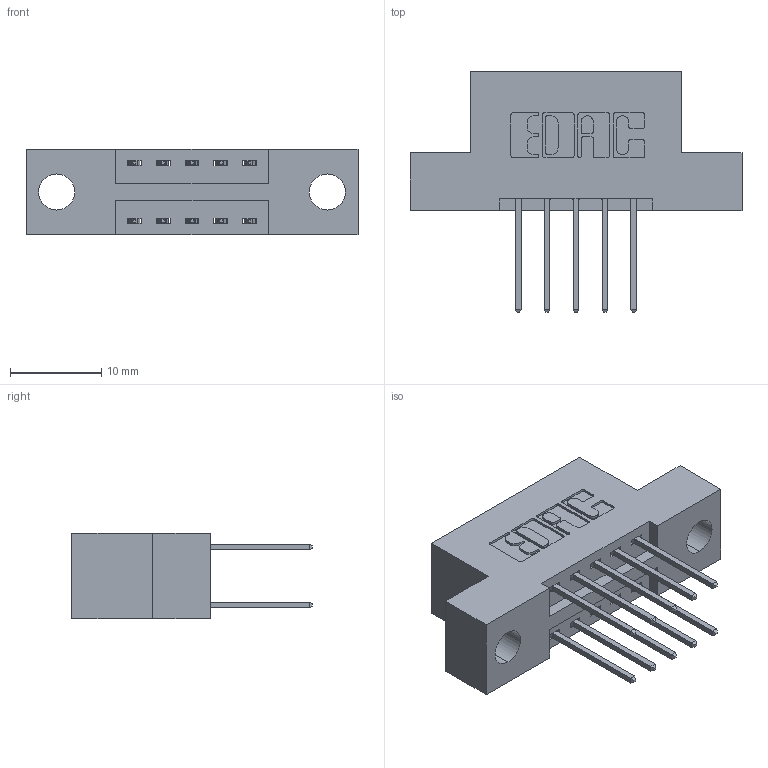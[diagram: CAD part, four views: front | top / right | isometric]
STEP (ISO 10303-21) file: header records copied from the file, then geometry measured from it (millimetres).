
FILE_DESCRIPTION (( 'STEP AP203' ), '1' );
FILE_NAME ('346-010-522-204.STEP', '2022-05-17T16:58:08', ( '' ), ( '' ), 'SwSTEP 2.0', 'SolidWorks 2020', '' );
FILE_SCHEMA (( 'CONFIG_CONTROL_DESIGN' ));
Length unit declared in the file: inch
Products named in the file (3): 345-292-001_345-293-122; 346-010-522-204; 346 Part_Flush Mounting Lugs - 0.156 Dia-TH
Assembly tree (11 placements, depth 2):
  346-010-522-204
    346 Part_Flush Mounting Lugs - 0.156 Dia-TH
    345-292-001_345-293-122  x10
Bounding box: 36.45 x 26.42 x 9.4 mm (x, y, z)
Volume: 3186.5 mm3; surface area: 3765.2 mm2
Topology: 11 solids, 11 shells, 656 faces, 1915 edges, 1262 vertices
Faces by surface type: plane 440, cylinder 216
Entity records: 8681 total; most frequent: CARTESIAN_POINT 1486, ORIENTED_EDGE 1418, DIRECTION 1361, EDGE_CURVE 709, LINE 557, VECTOR 557, VERTEX_POINT 470, AXIS2_PLACEMENT_3D 402
